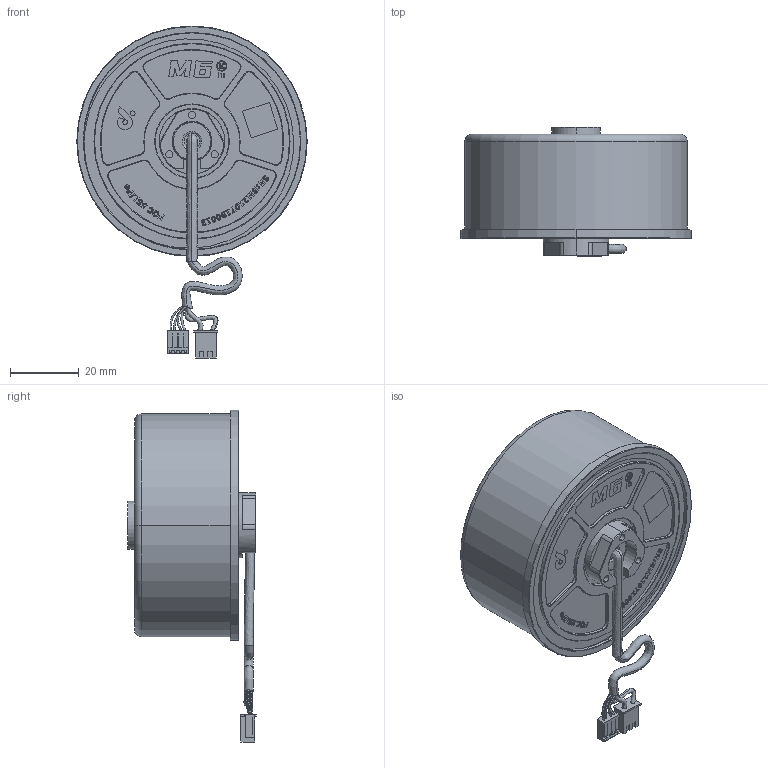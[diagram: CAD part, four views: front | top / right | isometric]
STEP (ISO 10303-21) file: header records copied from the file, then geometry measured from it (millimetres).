
FILE_DESCRIPTION (( 'STEP AP214' ), '1' );
FILE_NAME ('M0602C_112 杅耀芞.STEP', '2022-03-22T05:40:04', ( '003' ), ( '' ), 'SwSTEP 2.0', 'SolidWorks 2018', '' );
FILE_SCHEMA (( 'AUTOMOTIVE_DESIGN' ));
Length unit declared in the file: millimetre
Products named in the file (1): M0602C_112 杅耀芞
Bounding box: 67 x 37.43 x 96.5 mm (x, y, z)
Volume: 99817.4 mm3; surface area: 21823.6 mm2
Topology: 2 solids, 3 shells, 809 faces, 2102 edges, 1378 vertices
Faces by surface type: plane 431, bspline 226, cylinder 83, cone 57, torus 12
Entity records: 30358 total; most frequent: CARTESIAN_POINT 11774, ORIENTED_EDGE 4204, DIRECTION 3111, EDGE_CURVE 2102, VERTEX_POINT 1378, LINE 1357, VECTOR 1357, EDGE_LOOP 898
